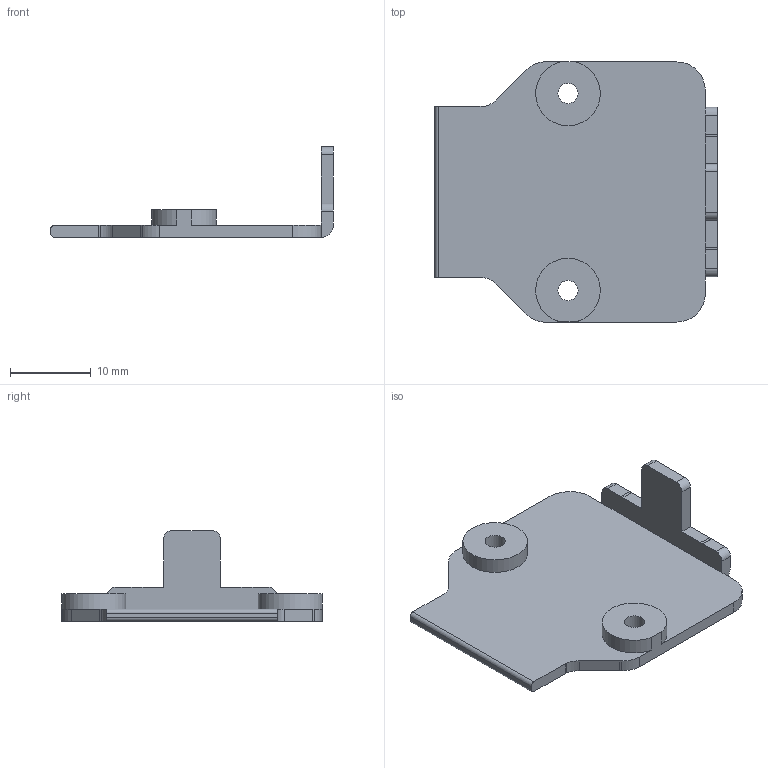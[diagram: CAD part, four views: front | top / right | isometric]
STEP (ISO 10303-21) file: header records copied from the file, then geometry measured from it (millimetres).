
FILE_DESCRIPTION(/* description */ (''),/* implementation_level */ '2;1');
FILE_NAME(/* name */ 'M5StickC_Switch_Input_Bottom.step',/* time_stamp */ '2022-08-28T20:39:10-07:00',/* author */ (''),/* organization */ (''),/* preprocessor_version */ 'ST-DEVELOPER v19',/* originating_system */ 'Autodesk Translation Framework v11.7.0.108',/* authorisation */ '');
FILE_SCHEMA (('AUTOMOTIVE_DESIGN { 1 0 10303 214 3 1 1 }'));
Length unit declared in the file: millimetre
Products named in the file (2): M5StickC_Switch_Input_Bottom; Component1
Assembly tree (1 placements, depth 2):
  M5StickC_Switch_Input_Bottom
    Component1
Bounding box: 35.01 x 32.2 x 11.21 mm (x, y, z)
Volume: 1730.1 mm3; surface area: 2553.9 mm2
Topology: 1 solids, 1 shells, 56 faces, 152 edges, 100 vertices
Faces by surface type: plane 32, cylinder 22, torus 2
Full cylindrical faces by diameter (mm): 2.5 x2, 6 x2
Entity records: 1842 total; most frequent: DIRECTION 320, CARTESIAN_POINT 311, ORIENTED_EDGE 304, EDGE_CURVE 152, AXIS2_PLACEMENT_3D 109, LINE 102, VECTOR 102, VERTEX_POINT 100
